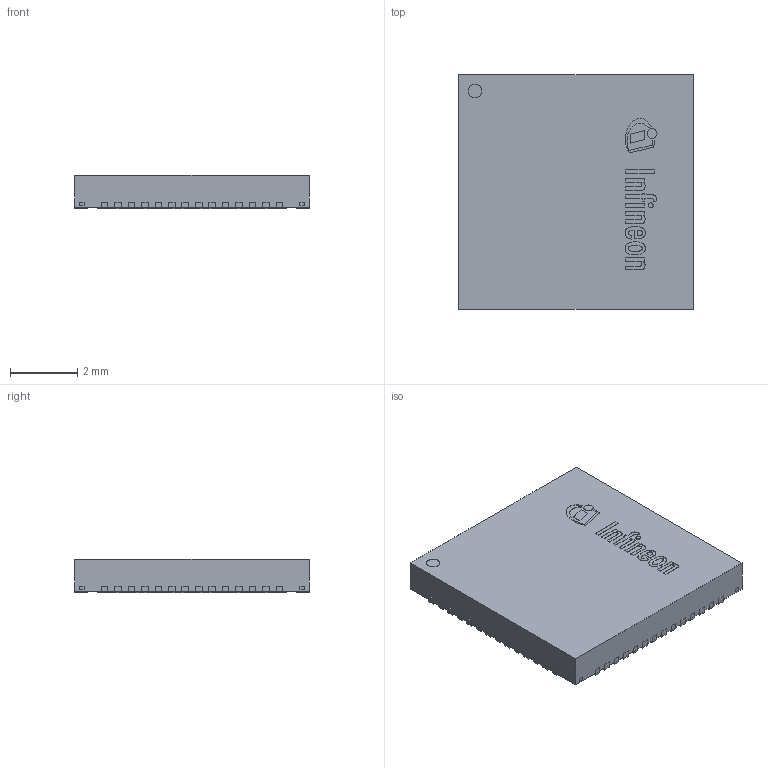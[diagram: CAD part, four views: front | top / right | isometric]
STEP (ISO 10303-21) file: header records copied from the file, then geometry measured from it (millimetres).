
FILE_DESCRIPTION(/* description */ (''),/* implementation_level */ '2;1');
FILE_NAME(/* name */ 'PG-VQFN-56-5_Z8B00182475_V01_3D.stp',/* time_stamp */ '2019-03-21T11:19:02+06:00',/* author */ ('janartha'),/* organization */ (''),/* preprocessor_version */ 'ST-DEVELOPER v16.13',/* originating_system */ 'AutoCAD Mechanical',/* authorisation */ '');
FILE_SCHEMA (('AUTOMOTIVE_DESIGN { 1 0 10303 214 3 1 1 }'));
Length unit declared in the file: millimetre
Products named in the file (1): Product
Bounding box: 7 x 7 x 1.01 mm (x, y, z)
Volume: 48.7 mm3; surface area: 218.7 mm2
Topology: 79 solids, 79 shells, 530 faces, 1110 edges, 740 vertices
Faces by surface type: plane 438, cylinder 74, bspline 18
Full cylindrical faces by diameter (mm): 0.142 x1, 0.287 x1, 0.4 x2
Entity records: 14146 total; most frequent: CARTESIAN_POINT 2783, DIRECTION 2244, ORIENTED_EDGE 2212, EDGE_CURVE 1106, LINE 922, VECTOR 922, VERTEX_POINT 740, AXIS2_PLACEMENT_3D 661
